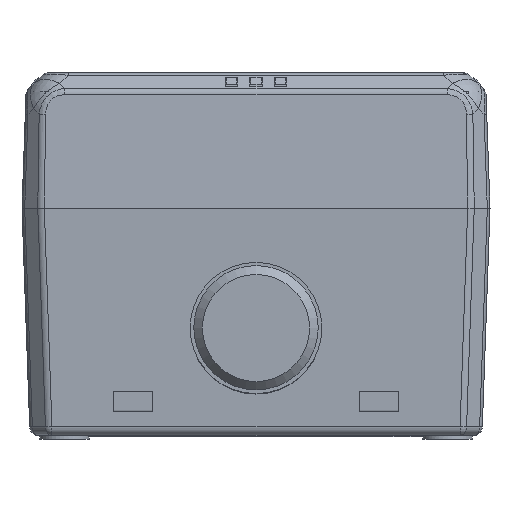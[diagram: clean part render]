
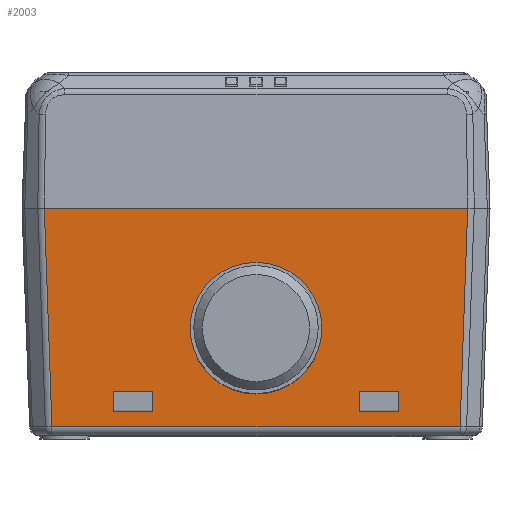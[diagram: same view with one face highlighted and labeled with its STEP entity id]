
A CAD part, front view. The second image highlights one B-rep face of the part: STEP entity #2003.
In plain terms, the highlighted planar face has unit normal (0, -0.999, -0.035).
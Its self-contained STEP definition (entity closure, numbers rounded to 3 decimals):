
#1068=CIRCLE('',#19797,10.7);
#1595=FACE_BOUND('',#4850,.T.);
#1596=FACE_BOUND('',#4851,.T.);
#1597=FACE_BOUND('',#4852,.T.);
#1598=FACE_BOUND('',#4853,.T.);
#2003=ADVANCED_FACE('',(#1595,#1596,#1597,#1598),#3100,.T.);
#3100=PLANE('',#19798);
#4850=EDGE_LOOP('',(#6624,#6625,#6626,#6627));
#4851=EDGE_LOOP('',(#6628));
#4852=EDGE_LOOP('',(#6629,#6630,#6631,#6632));
#4853=EDGE_LOOP('',(#6633,#6634,#6635,#6636));
#6624=ORIENTED_EDGE('',*,*,#13944,.T.);
#6625=ORIENTED_EDGE('',*,*,#13945,.T.);
#6626=ORIENTED_EDGE('',*,*,#13946,.T.);
#6627=ORIENTED_EDGE('',*,*,#13947,.T.);
#6628=ORIENTED_EDGE('',*,*,#13948,.F.);
#6629=ORIENTED_EDGE('',*,*,#13467,.F.);
#6630=ORIENTED_EDGE('',*,*,#13566,.T.);
#6631=ORIENTED_EDGE('',*,*,#13949,.T.);
#6632=ORIENTED_EDGE('',*,*,#13557,.T.);
#6633=ORIENTED_EDGE('',*,*,#13950,.T.);
#6634=ORIENTED_EDGE('',*,*,#13951,.T.);
#6635=ORIENTED_EDGE('',*,*,#13952,.T.);
#6636=ORIENTED_EDGE('',*,*,#13953,.T.);
#11631=VERTEX_POINT('',#26724);
#11632=VERTEX_POINT('',#26726);
#11716=VERTEX_POINT('',#26905);
#11722=VERTEX_POINT('',#26921);
#12062=VERTEX_POINT('',#29675);
#12063=VERTEX_POINT('',#29676);
#12064=VERTEX_POINT('',#29678);
#12065=VERTEX_POINT('',#29680);
#12066=VERTEX_POINT('',#29683);
#12067=VERTEX_POINT('',#29686);
#12068=VERTEX_POINT('',#29687);
#12069=VERTEX_POINT('',#29689);
#12070=VERTEX_POINT('',#29691);
#13467=EDGE_CURVE('',#11631,#11632,#16231,.T.);
#13557=EDGE_CURVE('',#11716,#11632,#16282,.T.);
#13566=EDGE_CURVE('',#11631,#11722,#16289,.T.);
#13944=EDGE_CURVE('',#12062,#12063,#16483,.T.);
#13945=EDGE_CURVE('',#12063,#12064,#16484,.T.);
#13946=EDGE_CURVE('',#12064,#12065,#16485,.T.);
#13947=EDGE_CURVE('',#12065,#12062,#16486,.T.);
#13948=EDGE_CURVE('',#12066,#12066,#1068,.T.);
#13949=EDGE_CURVE('',#11722,#11716,#16487,.T.);
#13950=EDGE_CURVE('',#12067,#12068,#16488,.T.);
#13951=EDGE_CURVE('',#12068,#12069,#16489,.T.);
#13952=EDGE_CURVE('',#12069,#12070,#16490,.T.);
#13953=EDGE_CURVE('',#12070,#12067,#16491,.T.);
#16231=LINE('',#26725,#17898);
#16282=LINE('',#26904,#17949);
#16289=LINE('',#26922,#17956);
#16483=LINE('',#29674,#18150);
#16484=LINE('',#29677,#18151);
#16485=LINE('',#29679,#18152);
#16486=LINE('',#29681,#18153);
#16487=LINE('',#29684,#18154);
#16488=LINE('',#29685,#18155);
#16489=LINE('',#29688,#18156);
#16490=LINE('',#29690,#18157);
#16491=LINE('',#29692,#18158);
#17898=VECTOR('',#21418,1.);
#17949=VECTOR('',#21557,1.);
#17956=VECTOR('',#21572,1.);
#18150=VECTOR('',#22064,1.);
#18151=VECTOR('',#22065,1.);
#18152=VECTOR('',#22066,1.);
#18153=VECTOR('',#22067,1.);
#18154=VECTOR('',#22070,1.);
#18155=VECTOR('',#22071,1.);
#18156=VECTOR('',#22072,1.);
#18157=VECTOR('',#22073,1.);
#18158=VECTOR('',#22074,1.);
#19797=AXIS2_PLACEMENT_3D('',#29682,#22068,#22069);
#19798=AXIS2_PLACEMENT_3D('',#29693,#22075,#22076);
#21418=DIRECTION('',(1.,0.,0.));
#21557=DIRECTION('',(0.035,-0.035,0.999));
#21572=DIRECTION('',(0.035,0.035,-0.999));
#22064=DIRECTION('',(0.,0.035,-0.999));
#22065=DIRECTION('',(-1.,0.,0.));
#22066=DIRECTION('',(0.,-0.035,0.999));
#22067=DIRECTION('',(1.,0.,0.));
#22068=DIRECTION('',(0.,-0.999,-0.035));
#22069=DIRECTION('',(-1.,0.,0.));
#22070=DIRECTION('',(1.,0.,0.));
#22071=DIRECTION('',(-1.,0.,0.));
#22072=DIRECTION('',(0.,-0.035,0.999));
#22073=DIRECTION('',(1.,0.,0.));
#22074=DIRECTION('',(0.,0.035,-0.999));
#22075=DIRECTION('',(0.,-0.999,-0.035));
#22076=DIRECTION('',(0.,0.035,-0.999));
#26724=CARTESIAN_POINT('',(-34.377,-70.,36.95));
#26725=CARTESIAN_POINT('',(38.1,-70.,36.95));
#26726=CARTESIAN_POINT('',(34.377,-70.,36.95));
#26904=CARTESIAN_POINT('',(34.382,-70.004,37.083));
#26905=CARTESIAN_POINT('',(33.138,-68.76,1.458));
#26921=CARTESIAN_POINT('',(-33.138,-68.76,1.458));
#26922=CARTESIAN_POINT('',(-34.289,-69.912,34.429));
#29674=CARTESIAN_POINT('',(-16.8,-68.959,7.151));
#29675=CARTESIAN_POINT('',(-16.8,-68.959,7.151));
#29676=CARTESIAN_POINT('',(-16.8,-68.847,3.953));
#29677=CARTESIAN_POINT('',(-16.8,-68.847,3.953));
#29678=CARTESIAN_POINT('',(-23.2,-68.847,3.953));
#29679=CARTESIAN_POINT('',(-23.2,-68.847,3.953));
#29680=CARTESIAN_POINT('',(-23.2,-68.959,7.151));
#29681=CARTESIAN_POINT('',(-23.2,-68.959,7.151));
#29682=CARTESIAN_POINT('',(0.,-69.319,17.445));
#29683=CARTESIAN_POINT('',(-10.7,-69.319,17.445));
#29684=CARTESIAN_POINT('',(38.1,-68.76,1.458));
#29685=CARTESIAN_POINT('',(23.2,-68.847,3.953));
#29686=CARTESIAN_POINT('',(23.2,-68.847,3.953));
#29687=CARTESIAN_POINT('',(16.8,-68.847,3.953));
#29688=CARTESIAN_POINT('',(16.8,-68.847,3.953));
#29689=CARTESIAN_POINT('',(16.8,-68.959,7.151));
#29690=CARTESIAN_POINT('',(16.8,-68.959,7.151));
#29691=CARTESIAN_POINT('',(23.2,-68.959,7.151));
#29692=CARTESIAN_POINT('',(23.2,-68.959,7.151));
#29693=CARTESIAN_POINT('',(38.1,-70.,36.953));
